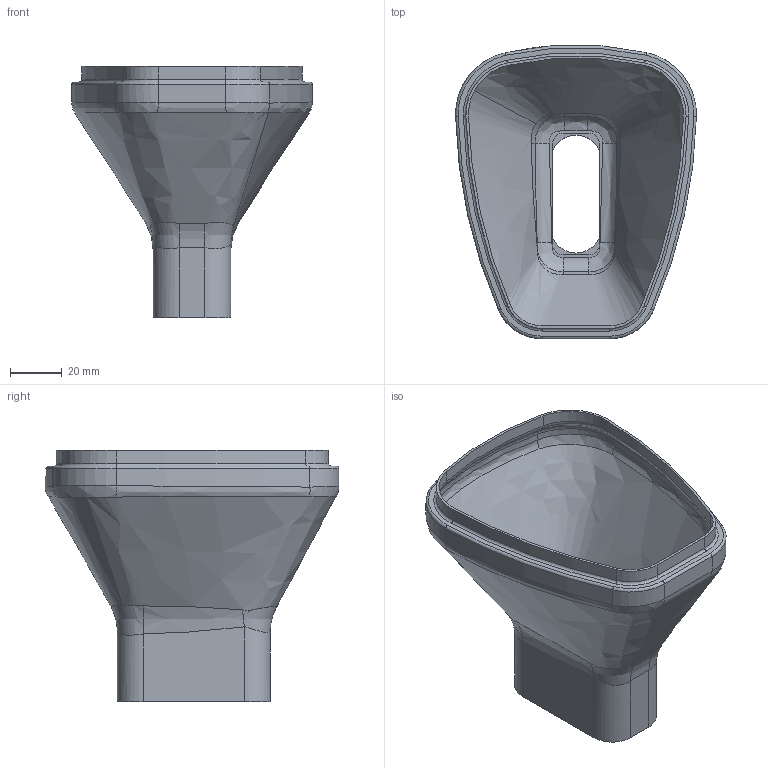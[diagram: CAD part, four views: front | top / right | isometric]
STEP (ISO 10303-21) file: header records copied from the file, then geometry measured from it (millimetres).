
FILE_DESCRIPTION(/* description */ (''),/* implementation_level */ '2;1');
FILE_NAME(/* name */ 'Adapter.step',/* time_stamp */ '2020-03-25T11:48:16-05:00',/* author */ (''),/* organization */ (''),/* preprocessor_version */ 'ST-DEVELOPER v18',/* originating_system */ 'Autodesk Translation Framework v8.12.0.6',/* authorisation */ '');
FILE_SCHEMA (('AUTOMOTIVE_DESIGN { 1 0 10303 214 3 1 1 }'));
Length unit declared in the file: millimetre
Products named in the file (1): Filip Kober Zenopliege
Bounding box: 93.01 x 113.4 x 96.93 mm (x, y, z)
Volume: 48430.4 mm3; surface area: 51448.6 mm2
Topology: 1 solids, 1 shells, 149 faces, 375 edges, 231 vertices
Faces by surface type: cylinder 49, bspline 45, torus 28, plane 23, cone 4
Entity records: 17506 total; most frequent: CARTESIAN_POINT 14100, ORIENTED_EDGE 750, DIRECTION 682, EDGE_CURVE 375, AXIS2_PLACEMENT_3D 291, VERTEX_POINT 231, CIRCLE 185, EDGE_LOOP 154
